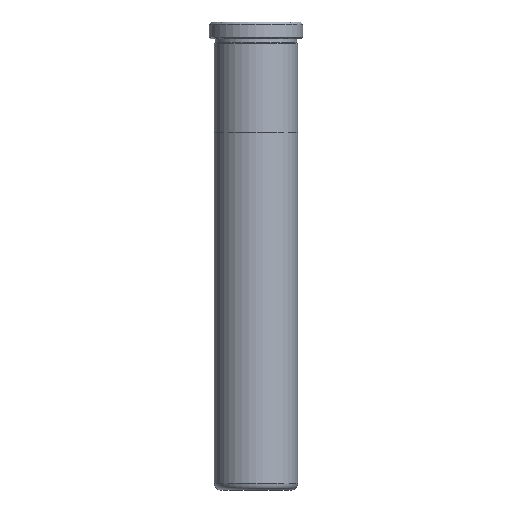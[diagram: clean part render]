
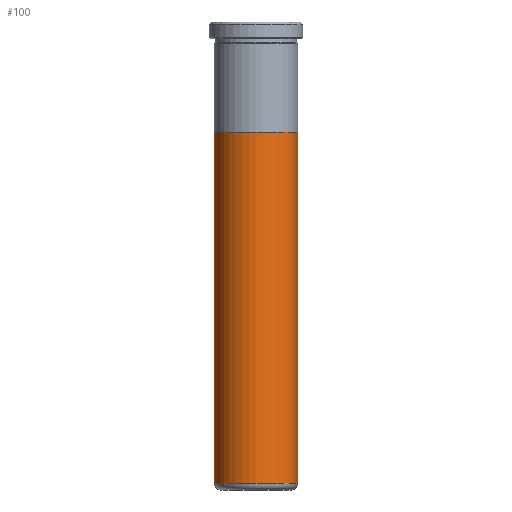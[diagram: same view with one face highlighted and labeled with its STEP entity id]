
A CAD part, front view. The second image highlights one B-rep face of the part: STEP entity #100.
In plain terms, the highlighted cylindrical face has radius 12.495 mm (diameter 24.99 mm), a partial arc.
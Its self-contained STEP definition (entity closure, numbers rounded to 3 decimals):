
#8 = CARTESIAN_POINT ( 'NONE',  ( -12.495, 0., 2. ) ) ;
#27 = CARTESIAN_POINT ( 'NONE',  ( -12.495, 0., 135. ) ) ;
#75 = VERTEX_POINT ( 'NONE', #1341 ) ;
#98 = ORIENTED_EDGE ( 'NONE', *, *, #431, .F. ) ;
#100 = ADVANCED_FACE ( 'NONE', ( #1472 ), #595, .T. ) ;
#108 = CARTESIAN_POINT ( 'NONE',  ( 12.495, 0., 2. ) ) ;
#143 = ORIENTED_EDGE ( 'NONE', *, *, #908, .T. ) ;
#170 = LINE ( 'NONE', #27, #1097 ) ;
#213 = VECTOR ( 'NONE', #1204, 1000. ) ;
#280 = AXIS2_PLACEMENT_3D ( 'NONE', #293, #426, #307 ) ;
#293 = CARTESIAN_POINT ( 'NONE',  ( 0., 0., 135. ) ) ;
#307 = DIRECTION ( 'NONE',  ( -1., 0., 0. ) ) ;
#422 = DIRECTION ( 'NONE',  ( 0., 0., 1. ) ) ;
#426 = DIRECTION ( 'NONE',  ( 0., 0., -1. ) ) ;
#431 = EDGE_CURVE ( 'NONE', #75, #531, #1405, .T. ) ;
#453 = CARTESIAN_POINT ( 'NONE',  ( 0., 0., 2. ) ) ;
#517 = EDGE_CURVE ( 'NONE', #1364, #667, #718, .T. ) ;
#531 = VERTEX_POINT ( 'NONE', #1463 ) ;
#553 = LINE ( 'NONE', #1417, #213 ) ;
#583 = DIRECTION ( 'NONE',  ( 1., 0., 0. ) ) ;
#595 = CYLINDRICAL_SURFACE ( 'NONE', #280, 12.495 ) ;
#667 = VERTEX_POINT ( 'NONE', #108 ) ;
#718 = CIRCLE ( 'NONE', #890, 12.495 ) ;
#724 = ORIENTED_EDGE ( 'NONE', *, *, #835, .F. ) ;
#805 = EDGE_LOOP ( 'NONE', ( #724, #98, #143, #1072 ) ) ;
#835 = EDGE_CURVE ( 'NONE', #531, #667, #553, .T. ) ;
#890 = AXIS2_PLACEMENT_3D ( 'NONE', #453, #1255, #583 ) ;
#908 = EDGE_CURVE ( 'NONE', #75, #1364, #170, .T. ) ;
#1072 = ORIENTED_EDGE ( 'NONE', *, *, #517, .T. ) ;
#1097 = VECTOR ( 'NONE', #1421, 1000. ) ;
#1122 = CARTESIAN_POINT ( 'NONE',  ( 0., 0., 107. ) ) ;
#1204 = DIRECTION ( 'NONE',  ( 0., 0., -1. ) ) ;
#1231 = DIRECTION ( 'NONE',  ( 1., 0., 0. ) ) ;
#1255 = DIRECTION ( 'NONE',  ( 0., 0., 1. ) ) ;
#1341 = CARTESIAN_POINT ( 'NONE',  ( -12.495, 0., 107. ) ) ;
#1364 = VERTEX_POINT ( 'NONE', #8 ) ;
#1405 = CIRCLE ( 'NONE', #1424, 12.495 ) ;
#1417 = CARTESIAN_POINT ( 'NONE',  ( 12.495, 0., 135. ) ) ;
#1421 = DIRECTION ( 'NONE',  ( 0., 0., -1. ) ) ;
#1424 = AXIS2_PLACEMENT_3D ( 'NONE', #1122, #422, #1231 ) ;
#1463 = CARTESIAN_POINT ( 'NONE',  ( 12.495, 0., 107. ) ) ;
#1472 = FACE_OUTER_BOUND ( 'NONE', #805, .T. ) ;
